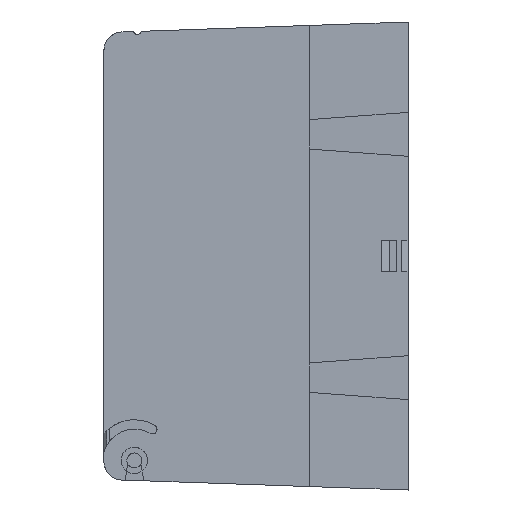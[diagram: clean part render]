
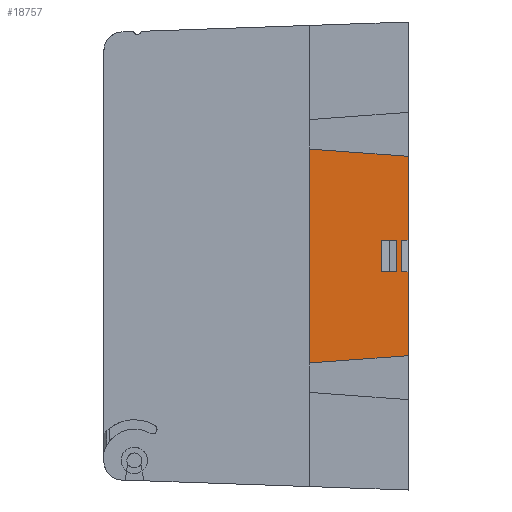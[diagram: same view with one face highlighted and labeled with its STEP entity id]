
A CAD part, left-side view. The second image highlights one B-rep face of the part: STEP entity #18757.
In plain terms, the highlighted planar face has unit normal (-1, 0, 0).
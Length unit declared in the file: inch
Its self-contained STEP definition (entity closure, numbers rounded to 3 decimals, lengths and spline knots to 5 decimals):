
#18 = DIRECTION ( 'NONE',  ( 0., 0., 1. ) ) ;
#468 = VERTEX_POINT ( 'NONE', #5800 ) ;
#744 = ORIENTED_EDGE ( 'NONE', *, *, #21554, .T. ) ;
#2699 = AXIS2_PLACEMENT_3D ( 'NONE', #33581, #8413, #50270 ) ;
#3499 = LINE ( 'NONE', #25706, #10933 ) ;
#3520 = DIRECTION ( 'NONE',  ( 0., 0., -1. ) ) ;
#4766 = LINE ( 'NONE', #28695, #15731 ) ;
#5800 = CARTESIAN_POINT ( 'NONE',  ( -2.5725, 0., 0.17 ) ) ;
#7819 = CARTESIAN_POINT ( 'NONE',  ( -2.5725, 0., 1.065 ) ) ;
#8413 = DIRECTION ( 'NONE',  ( -1., 0., 0. ) ) ;
#10786 = EDGE_CURVE ( 'NONE', #50402, #31748, #34601, .T. ) ;
#10933 = VECTOR ( 'NONE', #31736, 39.37008 ) ;
#11297 = DIRECTION ( 'NONE',  ( 0., -0.997, 0.074 ) ) ;
#12176 = EDGE_CURVE ( 'NONE', #63187, #468, #53165, .T. ) ;
#12385 = ORIENTED_EDGE ( 'NONE', *, *, #12631, .T. ) ;
#12631 = EDGE_CURVE ( 'NONE', #51201, #29232, #57889, .T. ) ;
#13542 = CARTESIAN_POINT ( 'NONE',  ( -2.5725, 1.05, 0.17 ) ) ;
#15731 = VECTOR ( 'NONE', #70614, 39.37008 ) ;
#16682 = ORIENTED_EDGE ( 'NONE', *, *, #23150, .T. ) ;
#16795 = VERTEX_POINT ( 'NONE', #40264 ) ;
#16882 = ORIENTED_EDGE ( 'NONE', *, *, #59772, .T. ) ;
#17377 = EDGE_LOOP ( 'NONE', ( #16682, #28217, #27882, #744, #49134, #22180, #26215, #56928 ) ) ;
#18031 = DIRECTION ( 'NONE',  ( 0., 1., 0. ) ) ;
#18368 = CARTESIAN_POINT ( 'NONE',  ( -2.5725, 1.05, 0.17 ) ) ;
#18423 = CARTESIAN_POINT ( 'NONE',  ( -2.5725, 1.05, -1.14282 ) ) ;
#18757 = ADVANCED_FACE ( 'NONE', ( #27351, #20778 ), #75493, .T. ) ;
#20135 = LINE ( 'NONE', #29503, #29008 ) ;
#20778 = FACE_OUTER_BOUND ( 'NONE', #17377, .T. ) ;
#21092 = LINE ( 'NONE', #70899, #54528 ) ;
#21303 = CARTESIAN_POINT ( 'NONE',  ( -2.5725, 1.05, -4.87979 ) ) ;
#21554 = EDGE_CURVE ( 'NONE', #468, #56549, #62903, .T. ) ;
#22180 = ORIENTED_EDGE ( 'NONE', *, *, #10786, .T. ) ;
#22432 = VERTEX_POINT ( 'NONE', #55746 ) ;
#23150 = EDGE_CURVE ( 'NONE', #16795, #75009, #39263, .T. ) ;
#25706 = CARTESIAN_POINT ( 'NONE',  ( -2.5725, 0.07, -2.21333 ) ) ;
#26215 = ORIENTED_EDGE ( 'NONE', *, *, #65271, .T. ) ;
#27337 = VECTOR ( 'NONE', #18031, 39.37008 ) ;
#27351 = FACE_BOUND ( 'NONE', #49949, .T. ) ;
#27882 = ORIENTED_EDGE ( 'NONE', *, *, #12176, .T. ) ;
#27920 = CARTESIAN_POINT ( 'NONE',  ( -2.5725, 1.05, -0.17 ) ) ;
#28217 = ORIENTED_EDGE ( 'NONE', *, *, #68831, .T. ) ;
#28695 = CARTESIAN_POINT ( 'NONE',  ( -2.5725, 0., 1.065 ) ) ;
#29008 = VECTOR ( 'NONE', #35521, 39.37008 ) ;
#29232 = VERTEX_POINT ( 'NONE', #60565 ) ;
#29503 = CARTESIAN_POINT ( 'NONE',  ( -2.5725, 0.2816, -2.21333 ) ) ;
#31150 = VERTEX_POINT ( 'NONE', #37262 ) ;
#31736 = DIRECTION ( 'NONE',  ( 0., 0., 1. ) ) ;
#31748 = VERTEX_POINT ( 'NONE', #18423 ) ;
#33581 = CARTESIAN_POINT ( 'NONE',  ( -2.5725, 1.05, -2.21333 ) ) ;
#34601 = LINE ( 'NONE', #21303, #35361 ) ;
#35136 = CARTESIAN_POINT ( 'NONE',  ( -2.5725, 0.2816, -0.17 ) ) ;
#35361 = VECTOR ( 'NONE', #3520, 39.37008 ) ;
#35521 = DIRECTION ( 'NONE',  ( 0., 0., 1. ) ) ;
#37262 = CARTESIAN_POINT ( 'NONE',  ( -2.5725, 0.12, -0.17 ) ) ;
#37569 = VECTOR ( 'NONE', #45446, 39.37008 ) ;
#38082 = CARTESIAN_POINT ( 'NONE',  ( -2.5725, 0.2816, 0.17 ) ) ;
#39263 = LINE ( 'NONE', #41278, #27337 ) ;
#40264 = CARTESIAN_POINT ( 'NONE',  ( -2.5725, 0., -0.17 ) ) ;
#41278 = CARTESIAN_POINT ( 'NONE',  ( -2.5725, 1.05, -0.17 ) ) ;
#41460 = LINE ( 'NONE', #62365, #41682 ) ;
#41682 = VECTOR ( 'NONE', #50533, 39.37008 ) ;
#42169 = EDGE_CURVE ( 'NONE', #29232, #31150, #41460, .T. ) ;
#43831 = CARTESIAN_POINT ( 'NONE',  ( -2.5725, 1.05, 1.14282 ) ) ;
#44168 = VERTEX_POINT ( 'NONE', #35136 ) ;
#45446 = DIRECTION ( 'NONE',  ( 0., 1., 0. ) ) ;
#46715 = LINE ( 'NONE', #53143, #68078 ) ;
#47844 = DIRECTION ( 'NONE',  ( 0., -1., 0. ) ) ;
#49134 = ORIENTED_EDGE ( 'NONE', *, *, #69844, .T. ) ;
#49949 = EDGE_LOOP ( 'NONE', ( #57610, #16882, #12385, #67564 ) ) ;
#50270 = DIRECTION ( 'NONE',  ( 0., 0., 1. ) ) ;
#50402 = VERTEX_POINT ( 'NONE', #43831 ) ;
#50533 = DIRECTION ( 'NONE',  ( 0., 0., -1. ) ) ;
#51201 = VERTEX_POINT ( 'NONE', #38082 ) ;
#52173 = VECTOR ( 'NONE', #60263, 39.37008 ) ;
#53143 = CARTESIAN_POINT ( 'NONE',  ( -2.5725, 1.05, -1.14282 ) ) ;
#53165 = LINE ( 'NONE', #18368, #52173 ) ;
#53588 = LINE ( 'NONE', #27920, #37569 ) ;
#53603 = DIRECTION ( 'NONE',  ( 0., 0., 1. ) ) ;
#53634 = CARTESIAN_POINT ( 'NONE',  ( -2.5725, 0., -2.21333 ) ) ;
#54528 = VECTOR ( 'NONE', #53603, 39.37008 ) ;
#55746 = CARTESIAN_POINT ( 'NONE',  ( -2.5725, 0., -1.065 ) ) ;
#56549 = VERTEX_POINT ( 'NONE', #7819 ) ;
#56928 = ORIENTED_EDGE ( 'NONE', *, *, #60237, .T. ) ;
#57610 = ORIENTED_EDGE ( 'NONE', *, *, #75795, .T. ) ;
#57889 = LINE ( 'NONE', #13542, #58457 ) ;
#58457 = VECTOR ( 'NONE', #47844, 39.37008 ) ;
#59772 = EDGE_CURVE ( 'NONE', #44168, #51201, #20135, .T. ) ;
#60237 = EDGE_CURVE ( 'NONE', #22432, #16795, #21092, .T. ) ;
#60263 = DIRECTION ( 'NONE',  ( 0., -1., 0. ) ) ;
#60565 = CARTESIAN_POINT ( 'NONE',  ( -2.5725, 0.12, 0.17 ) ) ;
#62072 = VECTOR ( 'NONE', #18, 39.37008 ) ;
#62365 = CARTESIAN_POINT ( 'NONE',  ( -2.5725, 0.12, -2.21333 ) ) ;
#62903 = LINE ( 'NONE', #53634, #62072 ) ;
#63187 = VERTEX_POINT ( 'NONE', #71120 ) ;
#65271 = EDGE_CURVE ( 'NONE', #31748, #22432, #46715, .T. ) ;
#65283 = CARTESIAN_POINT ( 'NONE',  ( -2.5725, 0.07, -0.17 ) ) ;
#67564 = ORIENTED_EDGE ( 'NONE', *, *, #42169, .T. ) ;
#68078 = VECTOR ( 'NONE', #11297, 39.37008 ) ;
#68831 = EDGE_CURVE ( 'NONE', #75009, #63187, #3499, .T. ) ;
#69844 = EDGE_CURVE ( 'NONE', #56549, #50402, #4766, .T. ) ;
#70614 = DIRECTION ( 'NONE',  ( 0., 0.997, 0.074 ) ) ;
#70899 = CARTESIAN_POINT ( 'NONE',  ( -2.5725, 0., -2.21333 ) ) ;
#71120 = CARTESIAN_POINT ( 'NONE',  ( -2.5725, 0.07, 0.17 ) ) ;
#75009 = VERTEX_POINT ( 'NONE', #65283 ) ;
#75493 = PLANE ( 'NONE',  #2699 ) ;
#75795 = EDGE_CURVE ( 'NONE', #31150, #44168, #53588, .T. ) ;
